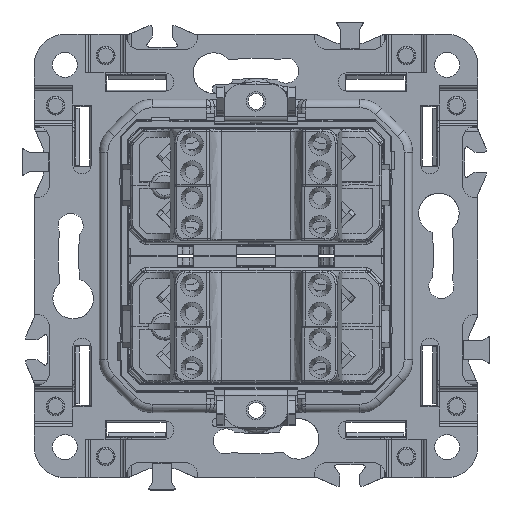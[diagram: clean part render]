
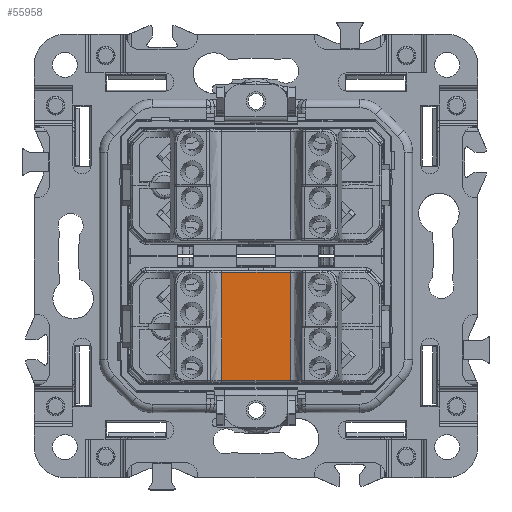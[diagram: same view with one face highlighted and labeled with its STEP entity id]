
A CAD part, top view. The second image highlights one B-rep face of the part: STEP entity #55958.
In plain terms, the highlighted planar face has unit normal (0, 0, 1).
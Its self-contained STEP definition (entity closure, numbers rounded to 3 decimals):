
#126 = ORIENTED_EDGE ( 'NONE', *, *, #20252, .T. ) ;
#2139 = ORIENTED_EDGE ( 'NONE', *, *, #52482, .T. ) ;
#10896 = LINE ( 'NONE', #79980, #13302 ) ;
#11257 = ORIENTED_EDGE ( 'NONE', *, *, #13502, .F. ) ;
#12199 = LINE ( 'NONE', #63316, #75007 ) ;
#13302 = VECTOR ( 'NONE', #28830, 1000. ) ;
#13502 = EDGE_CURVE ( 'NONE', #60698, #106606, #10896, .T. ) ;
#13603 = CARTESIAN_POINT ( 'NONE',  ( -1., 110.254, 24.887 ) ) ;
#15789 = LINE ( 'NONE', #83784, #21253 ) ;
#20051 = VERTEX_POINT ( 'NONE', #107798 ) ;
#20252 = EDGE_CURVE ( 'NONE', #20051, #40456, #12199, .T. ) ;
#20764 = EDGE_CURVE ( 'NONE', #40456, #106606, #15789, .T. ) ;
#21160 = DIRECTION ( 'NONE',  ( 0., 1., 0. ) ) ;
#21253 = VECTOR ( 'NONE', #85450, 1000. ) ;
#22381 = DIRECTION ( 'NONE',  ( 1., 0., 0. ) ) ;
#24232 = DIRECTION ( 'NONE',  ( 1., 0., 0. ) ) ;
#28830 = DIRECTION ( 'NONE',  ( 0., 1., 0. ) ) ;
#30994 = FACE_OUTER_BOUND ( 'NONE', #94925, .T. ) ;
#40456 = VERTEX_POINT ( 'NONE', #51853 ) ;
#45879 = CARTESIAN_POINT ( 'NONE',  ( -6., 90.881, 24.887 ) ) ;
#49523 = DIRECTION ( 'NONE',  ( 0., 0., 1. ) ) ;
#51853 = CARTESIAN_POINT ( 'NONE',  ( 5., 108.099, 24.887 ) ) ;
#52482 = EDGE_CURVE ( 'NONE', #60698, #20051, #65094, .T. ) ;
#55958 = ADVANCED_FACE ( 'NONE', ( #30994 ), #73710, .T. ) ;
#57464 = VECTOR ( 'NONE', #22381, 1000. ) ;
#60698 = VERTEX_POINT ( 'NONE', #45879 ) ;
#63316 = CARTESIAN_POINT ( 'NONE',  ( 5., 103.99, 24.887 ) ) ;
#65094 = LINE ( 'NONE', #106660, #57464 ) ;
#73710 = PLANE ( 'NONE',  #101639 ) ;
#75007 = VECTOR ( 'NONE', #21160, 1000. ) ;
#79980 = CARTESIAN_POINT ( 'NONE',  ( -6., 94.99, 24.887 ) ) ;
#83784 = CARTESIAN_POINT ( 'NONE',  ( -1., 108.099, 24.887 ) ) ;
#85450 = DIRECTION ( 'NONE',  ( -1., 0., 0. ) ) ;
#93690 = CARTESIAN_POINT ( 'NONE',  ( -6., 108.099, 24.887 ) ) ;
#94925 = EDGE_LOOP ( 'NONE', ( #2139, #126, #106440, #11257 ) ) ;
#101639 = AXIS2_PLACEMENT_3D ( 'NONE', #13603, #49523, #24232 ) ;
#106440 = ORIENTED_EDGE ( 'NONE', *, *, #20764, .T. ) ;
#106606 = VERTEX_POINT ( 'NONE', #93690 ) ;
#106660 = CARTESIAN_POINT ( 'NONE',  ( -1., 90.881, 24.887 ) ) ;
#107798 = CARTESIAN_POINT ( 'NONE',  ( 5., 90.881, 24.887 ) ) ;
